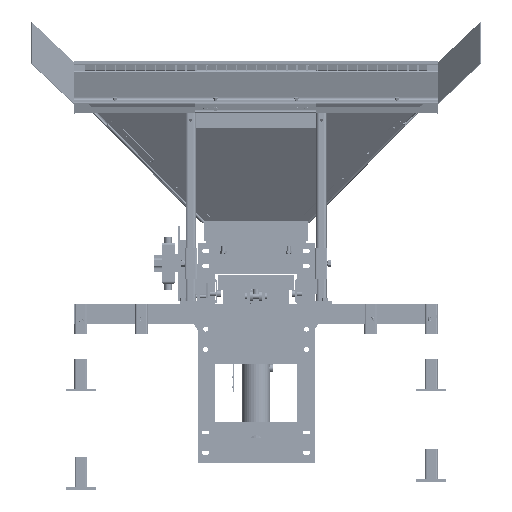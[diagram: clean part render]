
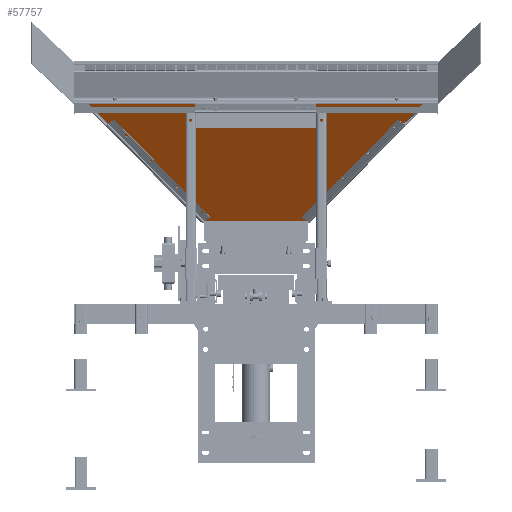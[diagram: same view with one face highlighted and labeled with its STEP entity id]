
A CAD part, left-side view. The second image highlights one B-rep face of the part: STEP entity #57757.
In plain terms, the highlighted face is planar.
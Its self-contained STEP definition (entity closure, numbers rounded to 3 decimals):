
#4063=CIRCLE('',#62260,7.144);
#4064=CIRCLE('',#62261,7.144);
#4065=CIRCLE('',#62262,7.144);
#4066=CIRCLE('',#62263,7.144);
#4067=CIRCLE('',#62264,7.144);
#4068=CIRCLE('',#62265,7.144);
#4069=CIRCLE('',#62266,7.144);
#4070=CIRCLE('',#62267,7.144);
#4071=CIRCLE('',#62268,7.144);
#4072=CIRCLE('',#62269,7.144);
#4073=CIRCLE('',#62270,7.144);
#4074=CIRCLE('',#62271,7.144);
#4075=CIRCLE('',#62272,7.144);
#4076=CIRCLE('',#62273,7.144);
#4077=CIRCLE('',#62274,7.144);
#4078=CIRCLE('',#62275,7.144);
#26625=VERTEX_POINT('',#94165);
#26628=VERTEX_POINT('',#94170);
#26630=VERTEX_POINT('',#94175);
#26648=VERTEX_POINT('',#94216);
#26649=VERTEX_POINT('',#94221);
#26650=VERTEX_POINT('',#94222);
#26651=VERTEX_POINT('',#94225);
#26652=VERTEX_POINT('',#94226);
#26653=VERTEX_POINT('',#94229);
#26654=VERTEX_POINT('',#94230);
#26655=VERTEX_POINT('',#94233);
#26656=VERTEX_POINT('',#94234);
#26657=VERTEX_POINT('',#94237);
#26658=VERTEX_POINT('',#94238);
#26659=VERTEX_POINT('',#94241);
#26660=VERTEX_POINT('',#94242);
#26661=VERTEX_POINT('',#94245);
#26662=VERTEX_POINT('',#94246);
#26663=VERTEX_POINT('',#94249);
#26664=VERTEX_POINT('',#94250);
#29585=VECTOR('',#73098,1.);
#29588=VECTOR('',#73102,1.);
#29592=VECTOR('',#73140,1.);
#29593=VECTOR('',#73142,1.);
#32518=LINE('',#94171,#29585);
#32521=LINE('',#94177,#29588);
#32525=LINE('',#94217,#29592);
#32526=LINE('',#94219,#29593);
#38075=EDGE_CURVE('',#26628,#26625,#32518,.T.);
#38078=EDGE_CURVE('',#26625,#26630,#32521,.T.);
#38098=EDGE_CURVE('',#26648,#26628,#32525,.T.);
#38099=EDGE_CURVE('',#26630,#26648,#32526,.F.);
#38100=EDGE_CURVE('',#26649,#26650,#4063,.F.);
#38101=EDGE_CURVE('',#26650,#26649,#4064,.F.);
#38102=EDGE_CURVE('',#26651,#26652,#4065,.F.);
#38103=EDGE_CURVE('',#26652,#26651,#4066,.F.);
#38104=EDGE_CURVE('',#26653,#26654,#4067,.F.);
#38105=EDGE_CURVE('',#26654,#26653,#4068,.F.);
#38106=EDGE_CURVE('',#26655,#26656,#4069,.F.);
#38107=EDGE_CURVE('',#26656,#26655,#4070,.F.);
#38108=EDGE_CURVE('',#26657,#26658,#4071,.F.);
#38109=EDGE_CURVE('',#26658,#26657,#4072,.F.);
#38110=EDGE_CURVE('',#26659,#26660,#4073,.F.);
#38111=EDGE_CURVE('',#26660,#26659,#4074,.F.);
#38112=EDGE_CURVE('',#26661,#26662,#4075,.F.);
#38113=EDGE_CURVE('',#26662,#26661,#4076,.F.);
#38114=EDGE_CURVE('',#26663,#26664,#4077,.F.);
#38115=EDGE_CURVE('',#26664,#26663,#4078,.F.);
#49200=ORIENTED_EDGE('',*,*,#38075,.F.);
#49201=ORIENTED_EDGE('',*,*,#38098,.F.);
#49202=ORIENTED_EDGE('',*,*,#38099,.F.);
#49203=ORIENTED_EDGE('',*,*,#38078,.F.);
#49204=ORIENTED_EDGE('',*,*,#38100,.T.);
#49205=ORIENTED_EDGE('',*,*,#38101,.T.);
#49206=ORIENTED_EDGE('',*,*,#38102,.T.);
#49207=ORIENTED_EDGE('',*,*,#38103,.T.);
#49208=ORIENTED_EDGE('',*,*,#38104,.T.);
#49209=ORIENTED_EDGE('',*,*,#38105,.T.);
#49210=ORIENTED_EDGE('',*,*,#38106,.T.);
#49211=ORIENTED_EDGE('',*,*,#38107,.T.);
#49212=ORIENTED_EDGE('',*,*,#38108,.T.);
#49213=ORIENTED_EDGE('',*,*,#38109,.T.);
#49214=ORIENTED_EDGE('',*,*,#38110,.T.);
#49215=ORIENTED_EDGE('',*,*,#38111,.T.);
#49216=ORIENTED_EDGE('',*,*,#38112,.T.);
#49217=ORIENTED_EDGE('',*,*,#38113,.T.);
#49218=ORIENTED_EDGE('',*,*,#38114,.T.);
#49219=ORIENTED_EDGE('',*,*,#38115,.T.);
#52411=EDGE_LOOP('',(#49200,#49201,#49202,#49203));
#52412=EDGE_LOOP('',(#49204,#49205));
#52413=EDGE_LOOP('',(#49206,#49207));
#52414=EDGE_LOOP('',(#49208,#49209));
#52415=EDGE_LOOP('',(#49210,#49211));
#52416=EDGE_LOOP('',(#49212,#49213));
#52417=EDGE_LOOP('',(#49214,#49215));
#52418=EDGE_LOOP('',(#49216,#49217));
#52419=EDGE_LOOP('',(#49218,#49219));
#55370=FACE_BOUND('',#52411,.T.);
#55371=FACE_BOUND('',#52412,.T.);
#55372=FACE_BOUND('',#52413,.T.);
#55373=FACE_BOUND('',#52414,.T.);
#55374=FACE_BOUND('',#52415,.T.);
#55375=FACE_BOUND('',#52416,.T.);
#55376=FACE_BOUND('',#52417,.T.);
#55377=FACE_BOUND('',#52418,.T.);
#55378=FACE_BOUND('',#52419,.T.);
#57757=ADVANCED_FACE('',(#55370,#55371,#55372,#55373,#55374,#55375,#55376,
#55377,#55378),#95740,.T.);
#62259=AXIS2_PLACEMENT_3D('',#94218,#73141,$);
#62260=AXIS2_PLACEMENT_3D('',#94220,#73143,#73144);
#62261=AXIS2_PLACEMENT_3D('',#94223,#73145,#73146);
#62262=AXIS2_PLACEMENT_3D('',#94224,#73147,#73148);
#62263=AXIS2_PLACEMENT_3D('',#94227,#73149,#73150);
#62264=AXIS2_PLACEMENT_3D('',#94228,#73151,#73152);
#62265=AXIS2_PLACEMENT_3D('',#94231,#73153,#73154);
#62266=AXIS2_PLACEMENT_3D('',#94232,#73155,#73156);
#62267=AXIS2_PLACEMENT_3D('',#94235,#73157,#73158);
#62268=AXIS2_PLACEMENT_3D('',#94236,#73159,#73160);
#62269=AXIS2_PLACEMENT_3D('',#94239,#73161,#73162);
#62270=AXIS2_PLACEMENT_3D('',#94240,#73163,#73164);
#62271=AXIS2_PLACEMENT_3D('',#94243,#73165,#73166);
#62272=AXIS2_PLACEMENT_3D('',#94244,#73167,#73168);
#62273=AXIS2_PLACEMENT_3D('',#94247,#73169,#73170);
#62274=AXIS2_PLACEMENT_3D('',#94248,#73171,#73172);
#62275=AXIS2_PLACEMENT_3D('',#94251,#73173,#73174);
#73098=DIRECTION('',(-0.627,0.,-0.779));
#73102=DIRECTION('',(1.,0.,0.));
#73140=DIRECTION('',(-1.,0.,0.));
#73141=DIRECTION('',(0.,1.,0.));
#73142=DIRECTION('',(0.627,0.,-0.779));
#73143=DIRECTION('',(0.,1.,0.));
#73144=DIRECTION('',(0.,0.,-7.144));
#73145=DIRECTION('',(0.,1.,0.));
#73146=DIRECTION('',(0.,0.,-7.144));
#73147=DIRECTION('',(0.,1.,0.));
#73148=DIRECTION('',(0.,0.,-7.144));
#73149=DIRECTION('',(0.,1.,0.));
#73150=DIRECTION('',(0.,0.,-7.144));
#73151=DIRECTION('',(0.,1.,0.));
#73152=DIRECTION('',(0.,0.,7.144));
#73153=DIRECTION('',(0.,1.,0.));
#73154=DIRECTION('',(0.,0.,7.144));
#73155=DIRECTION('',(0.,1.,0.));
#73156=DIRECTION('',(0.,0.,-7.144));
#73157=DIRECTION('',(0.,1.,0.));
#73158=DIRECTION('',(0.,0.,-7.144));
#73159=DIRECTION('',(0.,1.,0.));
#73160=DIRECTION('',(0.,0.,-7.144));
#73161=DIRECTION('',(0.,1.,0.));
#73162=DIRECTION('',(0.,0.,-7.144));
#73163=DIRECTION('',(0.,1.,0.));
#73164=DIRECTION('',(0.,0.,7.144));
#73165=DIRECTION('',(0.,1.,0.));
#73166=DIRECTION('',(0.,0.,7.144));
#73167=DIRECTION('',(0.,1.,0.));
#73168=DIRECTION('',(0.,0.,7.144));
#73169=DIRECTION('',(0.,1.,0.));
#73170=DIRECTION('',(0.,0.,7.144));
#73171=DIRECTION('',(0.,1.,0.));
#73172=DIRECTION('',(0.,0.,7.144));
#73173=DIRECTION('',(0.,1.,0.));
#73174=DIRECTION('',(0.,0.,7.144));
#94165=CARTESIAN_POINT('',(-681.038,3.175,-845.729));
#94170=CARTESIAN_POINT('',(0.,3.175,0.));
#94171=CARTESIAN_POINT('',(-681.038,3.175,-845.729));
#94175=CARTESIAN_POINT('',(998.537,3.175,-845.729));
#94177=CARTESIAN_POINT('',(-681.038,3.175,-845.729));
#94216=CARTESIAN_POINT('',(317.5,3.175,0.));
#94217=CARTESIAN_POINT('',(-181.769,3.175,0.));
#94218=CARTESIAN_POINT('',(-681.038,3.175,-845.729));
#94219=CARTESIAN_POINT('',(327.671,3.175,-12.63));
#94220=CARTESIAN_POINT('',(-279.917,3.175,-388.106));
#94221=CARTESIAN_POINT('',(-279.917,3.175,-380.962));
#94222=CARTESIAN_POINT('',(-279.917,3.175,-395.25));
#94223=CARTESIAN_POINT('',(-279.917,3.175,-388.106));
#94224=CARTESIAN_POINT('',(-152.471,3.175,-229.841));
#94225=CARTESIAN_POINT('',(-152.471,3.175,-222.697));
#94226=CARTESIAN_POINT('',(-152.471,3.175,-236.985));
#94227=CARTESIAN_POINT('',(-152.471,3.175,-229.841));
#94228=CARTESIAN_POINT('',(597.417,3.175,-388.106));
#94229=CARTESIAN_POINT('',(597.417,3.175,-395.25));
#94230=CARTESIAN_POINT('',(597.417,3.175,-380.962));
#94231=CARTESIAN_POINT('',(597.417,3.175,-388.106));
#94232=CARTESIAN_POINT('',(-407.363,3.175,-546.371));
#94233=CARTESIAN_POINT('',(-407.363,3.175,-539.227));
#94234=CARTESIAN_POINT('',(-407.363,3.175,-553.515));
#94235=CARTESIAN_POINT('',(-407.363,3.175,-546.371));
#94236=CARTESIAN_POINT('',(-534.808,3.175,-704.636));
#94237=CARTESIAN_POINT('',(-534.808,3.175,-697.492));
#94238=CARTESIAN_POINT('',(-534.808,3.175,-711.78));
#94239=CARTESIAN_POINT('',(-534.808,3.175,-704.636));
#94240=CARTESIAN_POINT('',(724.863,3.175,-546.371));
#94241=CARTESIAN_POINT('',(724.863,3.175,-553.515));
#94242=CARTESIAN_POINT('',(724.863,3.175,-539.227));
#94243=CARTESIAN_POINT('',(724.863,3.175,-546.371));
#94244=CARTESIAN_POINT('',(469.971,3.175,-229.841));
#94245=CARTESIAN_POINT('',(469.971,3.175,-236.985));
#94246=CARTESIAN_POINT('',(469.971,3.175,-222.697));
#94247=CARTESIAN_POINT('',(469.971,3.175,-229.841));
#94248=CARTESIAN_POINT('',(852.308,3.175,-704.636));
#94249=CARTESIAN_POINT('',(852.308,3.175,-711.78));
#94250=CARTESIAN_POINT('',(852.308,3.175,-697.492));
#94251=CARTESIAN_POINT('',(852.308,3.175,-704.636));
#95740=PLANE('',#62259);
